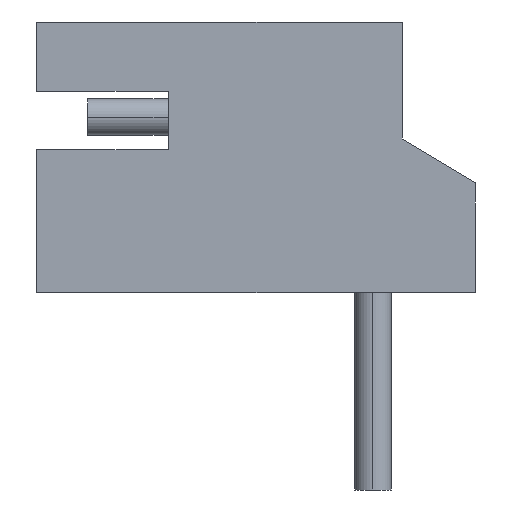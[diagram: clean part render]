
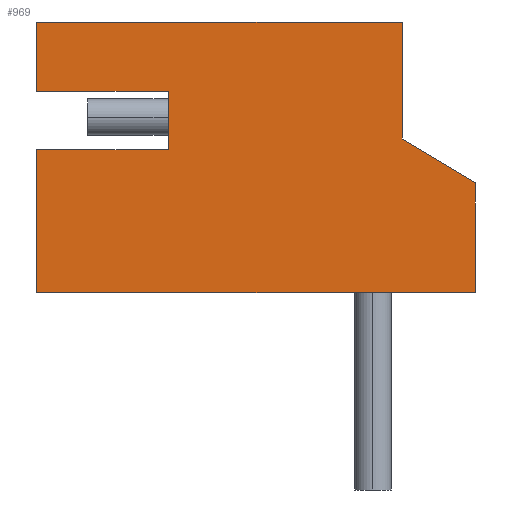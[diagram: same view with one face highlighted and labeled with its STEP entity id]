
A CAD part, left-side view. The second image highlights one B-rep face of the part: STEP entity #969.
In plain terms, the highlighted planar face has unit normal (-1, 0, 0).
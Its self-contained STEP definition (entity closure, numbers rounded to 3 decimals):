
#477=CARTESIAN_POINT('',(-5.25,-0.4,2.1));
#478=VERTEX_POINT('',#477);
#557=CARTESIAN_POINT('',(-5.25,-0.4,3.7));
#558=VERTEX_POINT('',#557);
#565=CARTESIAN_POINT('',(-5.25,-0.4,3.7));
#566=DIRECTION('',(0.0,0.0,-1.0));
#567=VECTOR('',#566,1.6);
#568=LINE('',#565,#567);
#569=EDGE_CURVE('',#558,#478,#568,.T.);
#638=CARTESIAN_POINT('',(-5.25,4.6,3.7));
#639=VERTEX_POINT('',#638);
#646=CARTESIAN_POINT('',(-5.25,4.6,3.7));
#647=DIRECTION('',(0.0,-1.0,0.0));
#648=VECTOR('',#647,5.0);
#649=LINE('',#646,#648);
#650=EDGE_CURVE('',#639,#558,#649,.T.);
#725=CARTESIAN_POINT('',(-5.25,4.6,2.75));
#726=VERTEX_POINT('',#725);
#733=CARTESIAN_POINT('',(-5.25,4.6,2.75));
#734=DIRECTION('',(0.0,0.0,1.0));
#735=VECTOR('',#734,0.95);
#736=LINE('',#733,#735);
#737=EDGE_CURVE('',#726,#639,#736,.T.);
#765=CARTESIAN_POINT('',(-5.25,4.6,0.));
#766=VERTEX_POINT('',#765);
#767=CARTESIAN_POINT('',(-5.25,4.6,1.95));
#768=VERTEX_POINT('',#767);
#769=CARTESIAN_POINT('',(-5.25,4.6,0.));
#770=DIRECTION('',(0.0,0.0,1.0));
#771=VECTOR('',#770,1.95);
#772=LINE('',#769,#771);
#773=EDGE_CURVE('',#766,#768,#772,.T.);
#849=CARTESIAN_POINT('',(-5.25,2.8,1.95));
#850=VERTEX_POINT('',#849);
#851=CARTESIAN_POINT('',(-5.25,2.8,1.95));
#852=DIRECTION('',(0.0,1.0,0.0));
#853=VECTOR('',#852,1.8);
#854=LINE('',#851,#853);
#855=EDGE_CURVE('',#850,#768,#854,.T.);
#873=CARTESIAN_POINT('',(-5.25,2.8,2.75));
#874=VERTEX_POINT('',#873);
#875=CARTESIAN_POINT('',(-5.25,2.8,2.75));
#876=DIRECTION('',(0.0,0.0,-1.0));
#877=VECTOR('',#876,0.8);
#878=LINE('',#875,#877);
#879=EDGE_CURVE('',#874,#850,#878,.T.);
#897=CARTESIAN_POINT('',(-5.25,4.6,2.75));
#898=DIRECTION('',(0.0,-1.0,0.0));
#899=VECTOR('',#898,1.8);
#900=LINE('',#897,#899);
#901=EDGE_CURVE('',#726,#874,#900,.T.);
#933=CARTESIAN_POINT('',(-5.25,-1.7,-0.185));
#934=DIRECTION('',(-1.0,0.0,0.0));
#935=DIRECTION('',(0.0,-1.0,0.0));
#936=AXIS2_PLACEMENT_3D('',#933,#934,#935);
#937=PLANE('',#936);
#938=ORIENTED_EDGE('',*,*,#901,.T.);
#939=ORIENTED_EDGE('',*,*,#879,.T.);
#940=ORIENTED_EDGE('',*,*,#855,.T.);
#941=ORIENTED_EDGE('',*,*,#773,.F.);
#942=CARTESIAN_POINT('',(-5.25,-1.4,0.));
#943=VERTEX_POINT('',#942);
#944=CARTESIAN_POINT('',(-5.25,-1.4,0.));
#945=DIRECTION('',(0.0,1.0,0.0));
#946=VECTOR('',#945,6.);
#947=LINE('',#944,#946);
#948=EDGE_CURVE('',#943,#766,#947,.T.);
#949=ORIENTED_EDGE('',*,*,#948,.F.);
#950=CARTESIAN_POINT('',(-5.25,-1.4,1.5));
#951=VERTEX_POINT('',#950);
#952=CARTESIAN_POINT('',(-5.25,-1.4,1.5));
#953=DIRECTION('',(0.0,0.0,-1.0));
#954=VECTOR('',#953,1.5);
#955=LINE('',#952,#954);
#956=EDGE_CURVE('',#951,#943,#955,.T.);
#957=ORIENTED_EDGE('',*,*,#956,.F.);
#958=CARTESIAN_POINT('',(-5.25,-0.4,2.1));
#959=DIRECTION('',(0.,-0.857,-0.514));
#960=VECTOR('',#959,1.166);
#961=LINE('',#958,#960);
#962=EDGE_CURVE('',#478,#951,#961,.T.);
#963=ORIENTED_EDGE('',*,*,#962,.F.);
#964=ORIENTED_EDGE('',*,*,#569,.F.);
#965=ORIENTED_EDGE('',*,*,#650,.F.);
#966=ORIENTED_EDGE('',*,*,#737,.F.);
#967=EDGE_LOOP('',(#938,#939,#940,#941,#949,#957,#963,#964,#965,#966));
#968=FACE_OUTER_BOUND('',#967,.T.);
#969=ADVANCED_FACE('',(#968),#937,.T.);
